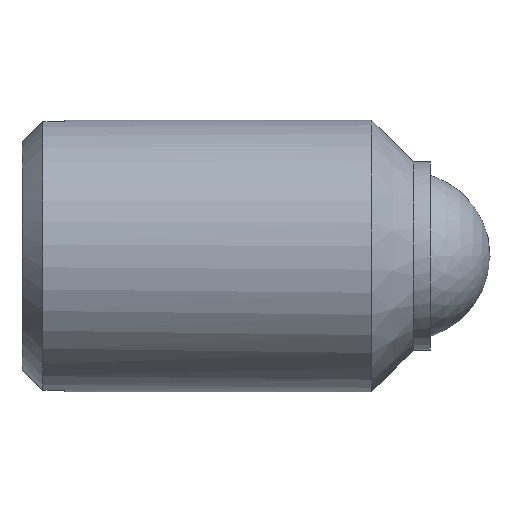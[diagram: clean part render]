
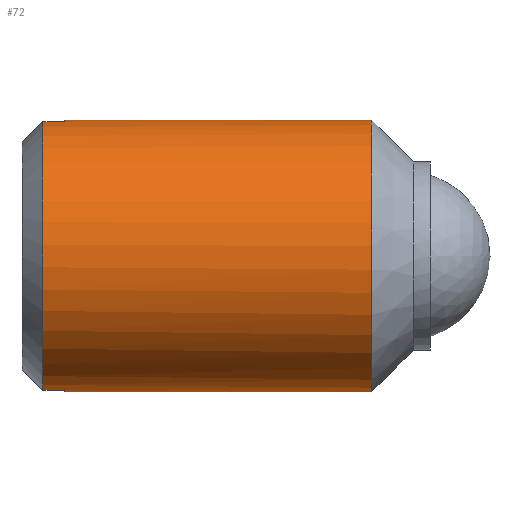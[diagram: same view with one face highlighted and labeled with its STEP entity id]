
A CAD part, front view. The second image highlights one B-rep face of the part: STEP entity #72.
In plain terms, the highlighted cylindrical face has radius 8 mm (diameter 16 mm), a partial arc.
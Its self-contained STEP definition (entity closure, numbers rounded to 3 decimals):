
#72 = ADVANCED_FACE( '', ( #158 ), #159, .T. );
#158 = FACE_OUTER_BOUND( '', #257, .T. );
#159 = CYLINDRICAL_SURFACE( '', #258, 8. );
#257 = EDGE_LOOP( '', ( #396, #397, #398, #399, #400, #401, #402, #403, #404, #405, #406, #407, #408, #409, #410, #411 ) );
#258 = AXIS2_PLACEMENT_3D( '', #412, #413, #414 );
#396 = ORIENTED_EDGE( '', *, *, #595, .F. );
#397 = ORIENTED_EDGE( '', *, *, #596, .T. );
#398 = ORIENTED_EDGE( '', *, *, #565, .T. );
#399 = ORIENTED_EDGE( '', *, *, #588, .T. );
#400 = ORIENTED_EDGE( '', *, *, #597, .T. );
#401 = ORIENTED_EDGE( '', *, *, #551, .F. );
#402 = ORIENTED_EDGE( '', *, *, #598, .F. );
#403 = ORIENTED_EDGE( '', *, *, #590, .F. );
#404 = ORIENTED_EDGE( '', *, *, #571, .T. );
#405 = ORIENTED_EDGE( '', *, *, #592, .F. );
#406 = ORIENTED_EDGE( '', *, *, #599, .F. );
#407 = ORIENTED_EDGE( '', *, *, #549, .F. );
#408 = ORIENTED_EDGE( '', *, *, #576, .T. );
#409 = ORIENTED_EDGE( '', *, *, #600, .F. );
#410 = ORIENTED_EDGE( '', *, *, #601, .F. );
#411 = ORIENTED_EDGE( '', *, *, #579, .F. );
#412 = CARTESIAN_POINT( '', ( 24., 0., 0. ) );
#413 = DIRECTION( '', ( -1., 0., 0. ) );
#414 = DIRECTION( '', ( 0., 0., -1. ) );
#549 = EDGE_CURVE( '', #638, #639, #640, .T. );
#551 = EDGE_CURVE( '', #641, #643, #644, .F. );
#565 = EDGE_CURVE( '', #664, #665, #666, .F. );
#571 = EDGE_CURVE( '', #676, #673, #677, .T. );
#576 = EDGE_CURVE( '', #638, #682, #685, .T. );
#579 = EDGE_CURVE( '', #688, #689, #690, .F. );
#588 = EDGE_CURVE( '', #665, #703, #705, .F. );
#590 = EDGE_CURVE( '', #676, #707, #708, .T. );
#592 = EDGE_CURVE( '', #709, #673, #711, .F. );
#595 = EDGE_CURVE( '', #714, #688, #715, .T. );
#596 = EDGE_CURVE( '', #714, #664, #716, .F. );
#597 = EDGE_CURVE( '', #703, #643, #717, .T. );
#598 = EDGE_CURVE( '', #707, #641, #718, .T. );
#599 = EDGE_CURVE( '', #639, #709, #719, .T. );
#600 = EDGE_CURVE( '', #720, #682, #721, .F. );
#601 = EDGE_CURVE( '', #689, #720, #722, .F. );
#638 = VERTEX_POINT( '', #765 );
#639 = VERTEX_POINT( '', #766 );
#640 = LINE( '', #767, #768 );
#641 = VERTEX_POINT( '', #769 );
#643 = VERTEX_POINT( '', #772 );
#644 = LINE( '', #773, #774 );
#664 = VERTEX_POINT( '', #801 );
#665 = VERTEX_POINT( '', #802 );
#666 = LINE( '', #803, #804 );
#673 = VERTEX_POINT( '', #814 );
#676 = VERTEX_POINT( '', #820 );
#677 = CIRCLE( '', #821, 8. );
#682 = VERTEX_POINT( '', #829 );
#685 = CIRCLE( '', #835, 8. );
#688 = VERTEX_POINT( '', #838 );
#689 = VERTEX_POINT( '', #839 );
#690 = LINE( '', #840, #841 );
#703 = VERTEX_POINT( '', #862 );
#705 = LINE( '', #867, #868 );
#707 = VERTEX_POINT( '', #870 );
#708 = LINE( '', #871, #872 );
#709 = VERTEX_POINT( '', #873 );
#711 = LINE( '', #876, #877 );
#714 = VERTEX_POINT( '', #881 );
#715 = CIRCLE( '', #882, 8. );
#716 = LINE( '', #883, #884 );
#717 = CIRCLE( '', #885, 8. );
#718 = CIRCLE( '', #886, 8. );
#719 = CIRCLE( '', #887, 8. );
#720 = VERTEX_POINT( '', #888 );
#721 = LINE( '', #889, #890 );
#722 = LINE( '', #891, #892 );
#765 = CARTESIAN_POINT( '', ( 1.227, 1.25, -7.902 ) );
#766 = CARTESIAN_POINT( '', ( 2.5, 1.25, -7.902 ) );
#767 = CARTESIAN_POINT( '', ( 24., 1.25, -7.902 ) );
#768 = VECTOR( '', #955, 1000. );
#769 = CARTESIAN_POINT( '', ( 2.5, 1.25, 7.902 ) );
#772 = CARTESIAN_POINT( '', ( 1.227, 1.25, 7.902 ) );
#773 = CARTESIAN_POINT( '', ( 24., 1.25, 7.902 ) );
#774 = VECTOR( '', #957, 1000. );
#801 = CARTESIAN_POINT( '', ( 20., 7.96, 0.8 ) );
#802 = CARTESIAN_POINT( '', ( 6., 7.96, 0.8 ) );
#803 = CARTESIAN_POINT( '', ( 24., 7.96, 0.8 ) );
#804 = VECTOR( '', #974, 1000. );
#814 = CARTESIAN_POINT( '', ( 1.227, -1.25, -7.902 ) );
#820 = CARTESIAN_POINT( '', ( 1.227, -1.25, 7.902 ) );
#821 = AXIS2_PLACEMENT_3D( '', #978, #979, #980 );
#829 = CARTESIAN_POINT( '', ( 1.227, 7.96, -0.8 ) );
#835 = AXIS2_PLACEMENT_3D( '', #984, #985, #986 );
#838 = CARTESIAN_POINT( '', ( 20.55, 7.96, -0.8 ) );
#839 = CARTESIAN_POINT( '', ( 20., 7.96, -0.8 ) );
#840 = CARTESIAN_POINT( '', ( 24., 7.96, -0.8 ) );
#841 = VECTOR( '', #990, 1000. );
#862 = CARTESIAN_POINT( '', ( 1.227, 7.96, 0.8 ) );
#867 = CARTESIAN_POINT( '', ( 24., 7.96, 0.8 ) );
#868 = VECTOR( '', #996, 1000. );
#870 = CARTESIAN_POINT( '', ( 2.5, -1.25, 7.902 ) );
#871 = CARTESIAN_POINT( '', ( 24., -1.25, 7.902 ) );
#872 = VECTOR( '', #997, 1000. );
#873 = CARTESIAN_POINT( '', ( 2.5, -1.25, -7.902 ) );
#876 = CARTESIAN_POINT( '', ( 24., -1.25, -7.902 ) );
#877 = VECTOR( '', #999, 1000. );
#881 = CARTESIAN_POINT( '', ( 20.55, 7.96, 0.8 ) );
#882 = AXIS2_PLACEMENT_3D( '', #1001, #1002, #1003 );
#883 = CARTESIAN_POINT( '', ( 24., 7.96, 0.8 ) );
#884 = VECTOR( '', #1004, 1000. );
#885 = AXIS2_PLACEMENT_3D( '', #1005, #1006, #1007 );
#886 = AXIS2_PLACEMENT_3D( '', #1008, #1009, #1010 );
#887 = AXIS2_PLACEMENT_3D( '', #1011, #1012, #1013 );
#888 = CARTESIAN_POINT( '', ( 6., 7.96, -0.8 ) );
#889 = CARTESIAN_POINT( '', ( 24., 7.96, -0.8 ) );
#890 = VECTOR( '', #1014, 1000. );
#891 = CARTESIAN_POINT( '', ( 24., 7.96, -0.8 ) );
#892 = VECTOR( '', #1015, 1000. );
#955 = DIRECTION( '', ( 1., 0., 0. ) );
#957 = DIRECTION( '', ( 1., 0., 0. ) );
#974 = DIRECTION( '', ( 1., 0., 0. ) );
#978 = CARTESIAN_POINT( '', ( 1.227, 0., 0. ) );
#979 = DIRECTION( '', ( 1., 0., 0. ) );
#980 = DIRECTION( '', ( 0., 0., -1. ) );
#984 = CARTESIAN_POINT( '', ( 1.227, 0., 0. ) );
#985 = DIRECTION( '', ( 1., 0., 0. ) );
#986 = DIRECTION( '', ( 0., 0., -1. ) );
#990 = DIRECTION( '', ( 1., 0., 0. ) );
#996 = DIRECTION( '', ( 1., 0., 0. ) );
#997 = DIRECTION( '', ( 1., 0., 0. ) );
#999 = DIRECTION( '', ( 1., 0., 0. ) );
#1001 = CARTESIAN_POINT( '', ( 20.55, 0., 0. ) );
#1002 = DIRECTION( '', ( 1., 0., 0. ) );
#1003 = DIRECTION( '', ( 0., 0., -1. ) );
#1004 = DIRECTION( '', ( 1., 0., 0. ) );
#1005 = CARTESIAN_POINT( '', ( 1.227, 0., 0. ) );
#1006 = DIRECTION( '', ( 1., 0., 0. ) );
#1007 = DIRECTION( '', ( 0., 0., -1. ) );
#1008 = CARTESIAN_POINT( '', ( 2.5, 0., 0. ) );
#1009 = DIRECTION( '', ( -1., 0., 0. ) );
#1010 = DIRECTION( '', ( 0., 0., 1. ) );
#1011 = CARTESIAN_POINT( '', ( 2.5, 0., 0. ) );
#1012 = DIRECTION( '', ( -1., 0., 0. ) );
#1013 = DIRECTION( '', ( 0., 0., 1. ) );
#1014 = DIRECTION( '', ( 1., 0., 0. ) );
#1015 = DIRECTION( '', ( 1., 0., 0. ) );
